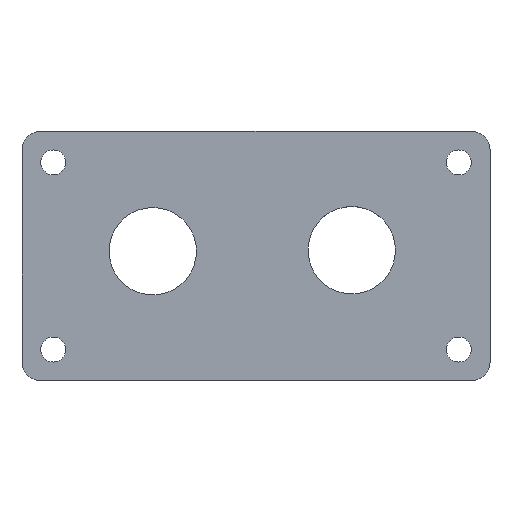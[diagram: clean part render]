
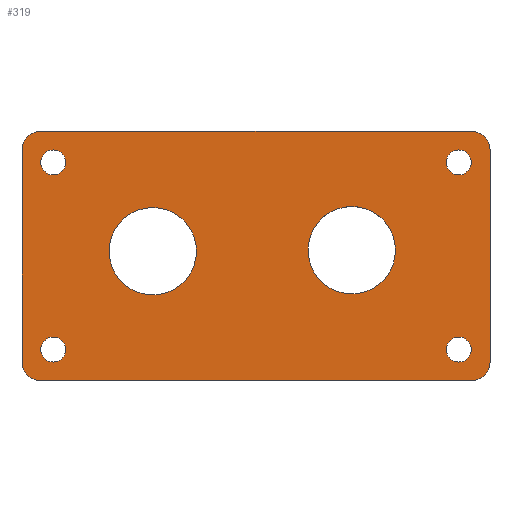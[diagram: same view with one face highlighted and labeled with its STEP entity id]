
A CAD part, top view. The second image highlights one B-rep face of the part: STEP entity #319.
In plain terms, the highlighted planar face has unit normal (0, 0, 1).
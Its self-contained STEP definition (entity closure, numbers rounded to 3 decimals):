
#15=FACE_BOUND('',#64,.T.);
#16=FACE_BOUND('',#65,.T.);
#17=FACE_BOUND('',#66,.T.);
#18=FACE_BOUND('',#67,.T.);
#19=FACE_BOUND('',#68,.T.);
#20=FACE_BOUND('',#69,.T.);
#31=PLANE('',#369);
#47=FACE_OUTER_BOUND('',#63,.T.);
#63=EDGE_LOOP('',(#267,#268,#269,#270,#271,#272,#273,#274));
#64=EDGE_LOOP('',(#275));
#65=EDGE_LOOP('',(#276));
#66=EDGE_LOOP('',(#277));
#67=EDGE_LOOP('',(#278));
#68=EDGE_LOOP('',(#279));
#69=EDGE_LOOP('',(#280));
#85=LINE('',#511,#107);
#89=LINE('',#523,#111);
#93=LINE('',#535,#115);
#97=LINE('',#547,#119);
#107=VECTOR('',#419,10.);
#111=VECTOR('',#431,10.);
#115=VECTOR('',#443,10.);
#119=VECTOR('',#455,10.);
#121=CIRCLE('',#336,2.);
#123=CIRCLE('',#339,2.);
#125=CIRCLE('',#342,7.);
#127=CIRCLE('',#345,2.);
#129=CIRCLE('',#348,7.);
#131=CIRCLE('',#351,2.);
#134=CIRCLE('',#356,3.);
#136=CIRCLE('',#360,3.);
#138=CIRCLE('',#364,3.);
#140=CIRCLE('',#368,3.);
#141=VERTEX_POINT('',#469);
#143=VERTEX_POINT('',#475);
#145=VERTEX_POINT('',#481);
#147=VERTEX_POINT('',#487);
#149=VERTEX_POINT('',#493);
#151=VERTEX_POINT('',#499);
#155=VERTEX_POINT('',#508);
#156=VERTEX_POINT('',#510);
#158=VERTEX_POINT('',#516);
#160=VERTEX_POINT('',#522);
#162=VERTEX_POINT('',#528);
#164=VERTEX_POINT('',#534);
#166=VERTEX_POINT('',#540);
#168=VERTEX_POINT('',#546);
#169=EDGE_CURVE('',#141,#141,#121,.T.);
#172=EDGE_CURVE('',#143,#143,#123,.T.);
#175=EDGE_CURVE('',#145,#145,#125,.T.);
#178=EDGE_CURVE('',#147,#147,#127,.T.);
#181=EDGE_CURVE('',#149,#149,#129,.T.);
#184=EDGE_CURVE('',#151,#151,#131,.T.);
#189=EDGE_CURVE('',#156,#155,#85,.T.);
#192=EDGE_CURVE('',#158,#156,#134,.T.);
#195=EDGE_CURVE('',#160,#158,#89,.T.);
#198=EDGE_CURVE('',#162,#160,#136,.T.);
#201=EDGE_CURVE('',#164,#162,#93,.T.);
#204=EDGE_CURVE('',#166,#164,#138,.T.);
#207=EDGE_CURVE('',#168,#166,#97,.T.);
#210=EDGE_CURVE('',#155,#168,#140,.T.);
#267=ORIENTED_EDGE('',*,*,#210,.T.);
#268=ORIENTED_EDGE('',*,*,#207,.T.);
#269=ORIENTED_EDGE('',*,*,#204,.T.);
#270=ORIENTED_EDGE('',*,*,#201,.T.);
#271=ORIENTED_EDGE('',*,*,#198,.T.);
#272=ORIENTED_EDGE('',*,*,#195,.T.);
#273=ORIENTED_EDGE('',*,*,#192,.T.);
#274=ORIENTED_EDGE('',*,*,#189,.T.);
#275=ORIENTED_EDGE('',*,*,#184,.T.);
#276=ORIENTED_EDGE('',*,*,#181,.T.);
#277=ORIENTED_EDGE('',*,*,#178,.T.);
#278=ORIENTED_EDGE('',*,*,#175,.T.);
#279=ORIENTED_EDGE('',*,*,#172,.T.);
#280=ORIENTED_EDGE('',*,*,#169,.T.);
#319=ADVANCED_FACE('',(#47,#15,#16,#17,#18,#19,#20),#31,.T.);
#336=AXIS2_PLACEMENT_3D('',#470,#375,#376);
#339=AXIS2_PLACEMENT_3D('',#476,#382,#383);
#342=AXIS2_PLACEMENT_3D('',#482,#389,#390);
#345=AXIS2_PLACEMENT_3D('',#488,#396,#397);
#348=AXIS2_PLACEMENT_3D('',#494,#403,#404);
#351=AXIS2_PLACEMENT_3D('',#500,#410,#411);
#356=AXIS2_PLACEMENT_3D('',#517,#425,#426);
#360=AXIS2_PLACEMENT_3D('',#529,#437,#438);
#364=AXIS2_PLACEMENT_3D('',#541,#449,#450);
#368=AXIS2_PLACEMENT_3D('',#551,#461,#462);
#369=AXIS2_PLACEMENT_3D('',#552,#463,#464);
#375=DIRECTION('center_axis',(0.,0.,-1.));
#376=DIRECTION('ref_axis',(-1.,0.,0.));
#382=DIRECTION('center_axis',(0.,0.,-1.));
#383=DIRECTION('ref_axis',(-1.,0.,0.));
#389=DIRECTION('center_axis',(0.,0.,-1.));
#390=DIRECTION('ref_axis',(-1.,0.,0.));
#396=DIRECTION('center_axis',(0.,0.,-1.));
#397=DIRECTION('ref_axis',(-1.,0.,0.));
#403=DIRECTION('center_axis',(0.,0.,-1.));
#404=DIRECTION('ref_axis',(-1.,0.,0.));
#410=DIRECTION('center_axis',(0.,0.,-1.));
#411=DIRECTION('ref_axis',(-1.,0.,0.));
#419=DIRECTION('',(0.,-1.,0.));
#425=DIRECTION('center_axis',(0.,0.,1.));
#426=DIRECTION('ref_axis',(0.,1.,0.));
#431=DIRECTION('',(-1.,0.,0.));
#437=DIRECTION('center_axis',(0.,0.,1.));
#438=DIRECTION('ref_axis',(1.,0.,0.));
#443=DIRECTION('',(0.,1.,0.));
#449=DIRECTION('center_axis',(0.,0.,1.));
#450=DIRECTION('ref_axis',(0.,-1.,0.));
#455=DIRECTION('',(1.,0.,0.));
#461=DIRECTION('center_axis',(0.,0.,1.));
#462=DIRECTION('ref_axis',(-1.,0.,0.));
#463=DIRECTION('center_axis',(0.,0.,1.));
#464=DIRECTION('ref_axis',(-1.,0.,0.));
#469=CARTESIAN_POINT('',(-21.998,21.766,5.));
#470=CARTESIAN_POINT('Origin',(-23.998,21.766,5.));
#475=CARTESIAN_POINT('',(-21.998,-8.234,5.));
#476=CARTESIAN_POINT('Origin',(-23.998,-8.234,5.));
#481=CARTESIAN_POINT('',(-1.037,7.527,5.));
#482=CARTESIAN_POINT('Origin',(-8.037,7.527,5.));
#487=CARTESIAN_POINT('',(43.002,-8.234,5.));
#488=CARTESIAN_POINT('Origin',(41.002,-8.234,5.));
#493=CARTESIAN_POINT('',(30.851,7.696,5.));
#494=CARTESIAN_POINT('Origin',(23.851,7.696,5.));
#499=CARTESIAN_POINT('',(43.002,21.766,5.));
#500=CARTESIAN_POINT('Origin',(41.002,21.766,5.));
#508=CARTESIAN_POINT('',(-28.998,-10.234,5.));
#510=CARTESIAN_POINT('',(-28.998,23.766,5.));
#511=CARTESIAN_POINT('',(-28.998,23.766,5.));
#516=CARTESIAN_POINT('',(-25.998,26.766,5.));
#517=CARTESIAN_POINT('Origin',(-25.998,23.766,5.));
#522=CARTESIAN_POINT('',(43.002,26.766,5.));
#523=CARTESIAN_POINT('',(43.002,26.766,5.));
#528=CARTESIAN_POINT('',(46.002,23.766,5.));
#529=CARTESIAN_POINT('Origin',(43.002,23.766,5.));
#534=CARTESIAN_POINT('',(46.002,-10.234,5.));
#535=CARTESIAN_POINT('',(46.002,-10.234,5.));
#540=CARTESIAN_POINT('',(43.002,-13.234,5.));
#541=CARTESIAN_POINT('Origin',(43.002,-10.234,5.));
#546=CARTESIAN_POINT('',(-25.998,-13.234,5.));
#547=CARTESIAN_POINT('',(-25.998,-13.234,5.));
#551=CARTESIAN_POINT('Origin',(-25.998,-10.234,5.));
#552=CARTESIAN_POINT('Origin',(8.502,6.766,5.));
